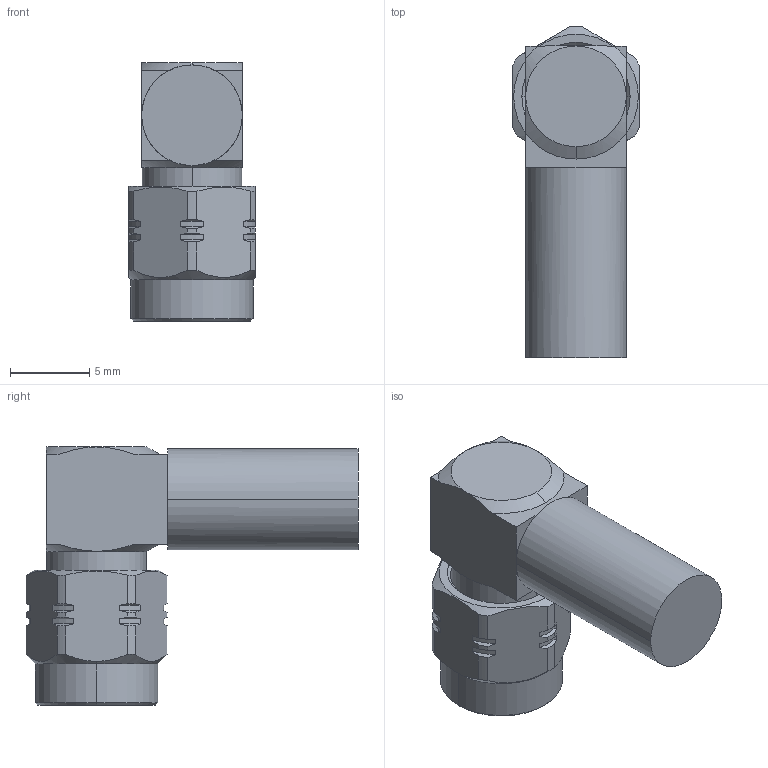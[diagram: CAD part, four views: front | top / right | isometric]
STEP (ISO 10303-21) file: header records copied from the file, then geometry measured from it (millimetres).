
FILE_DESCRIPTION (( 'STEP AP203' ), '1' );
FILE_NAME ('R124.175.200.STEP', '2014-07-04T09:43:59', ( 'adminradiall' ), ( 'Microsoft' ), 'SwSTEP 2.0', 'SolidWorks 2014', '' );
FILE_SCHEMA (( 'CONFIG_CONTROL_DESIGN' ));
Length unit declared in the file: millimetre
Products named in the file (1): R124.175.200
Bounding box: 8 x 20.94 x 16.29 mm (x, y, z)
Volume: 1062.7 mm3; surface area: 1066.4 mm2
Topology: 2 solids, 2 shells, 125 faces, 321 edges, 203 vertices
Faces by surface type: cone 48, cylinder 48, plane 29
Entity records: 4040 total; most frequent: CARTESIAN_POINT 964, ORIENTED_EDGE 642, DIRECTION 623, EDGE_CURVE 321, AXIS2_PLACEMENT_3D 250, VERTEX_POINT 203, EDGE_LOOP 130, ADVANCED_FACE 125
